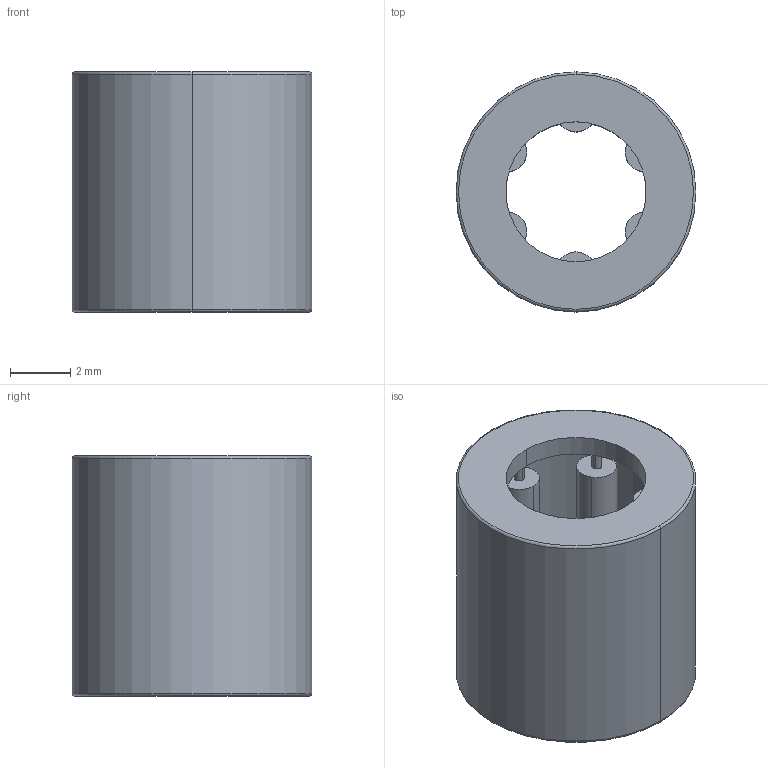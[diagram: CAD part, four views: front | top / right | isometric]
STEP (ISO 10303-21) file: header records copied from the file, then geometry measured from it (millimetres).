
FILE_DESCRIPTION (( 'STEP AP203' ), '1' );
FILE_NAME ('5905K348.STEP', '2017-09-19T14:33:17', ( '' ), ( '' ), 'SwSTEP 2.0', 'SolidWorks 2016', '' );
FILE_SCHEMA (( 'CONFIG_CONTROL_DESIGN' ));
Length unit declared in the file: millimetre
Products named in the file (1): 5905K348
Bounding box: 7.99 x 7.99 x 8 mm (x, y, z)
Volume: 191.4 mm3; surface area: 685.9 mm2
Topology: 13 solids, 13 shells, 76 faces, 140 edges, 92 vertices
Faces by surface type: cylinder 44, plane 28, torus 4
Entity records: 2009 total; most frequent: DIRECTION 390, CARTESIAN_POINT 309, ORIENTED_EDGE 280, AXIS2_PLACEMENT_3D 173, EDGE_CURVE 140, CIRCLE 96, EDGE_LOOP 92, VERTEX_POINT 92
